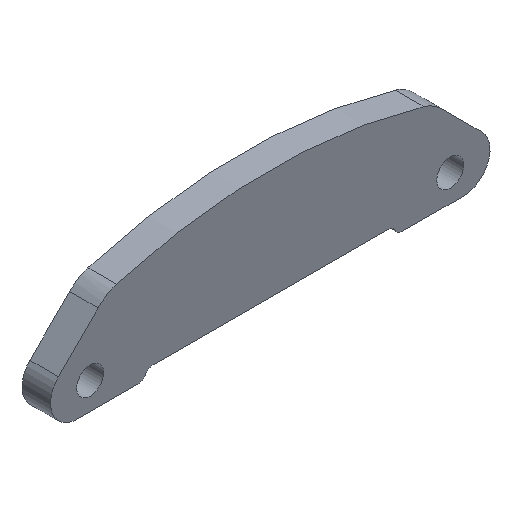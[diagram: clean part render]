
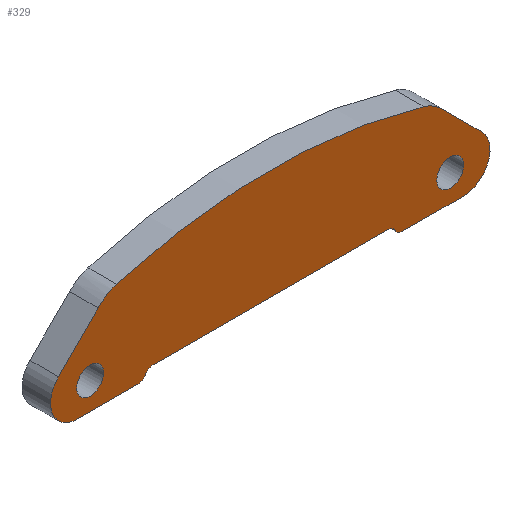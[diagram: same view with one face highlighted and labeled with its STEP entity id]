
A CAD part, isometric view. The second image highlights one B-rep face of the part: STEP entity #329.
In plain terms, the highlighted planar face has unit normal (0, -1, 0).
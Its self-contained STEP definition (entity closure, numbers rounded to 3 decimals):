
#17=FACE_BOUND('',#53,.T.);
#18=FACE_BOUND('',#54,.T.);
#21=B_SPLINE_CURVE_WITH_KNOTS('',3,(#513,#514,#515,#516,#517,#518),
 .UNSPECIFIED.,.F.,.F.,(4,2,4),(0.,0.194,0.272),
 .UNSPECIFIED.);
#22=B_SPLINE_CURVE_WITH_KNOTS('',3,(#522,#523,#524,#525,#526,#527,#528,
#529),.UNSPECIFIED.,.F.,.F.,(4,2,2,4),(0.632,0.64,
0.779,0.922),.UNSPECIFIED.);
#25=PLANE('',#365);
#34=FACE_OUTER_BOUND('',#52,.T.);
#52=EDGE_LOOP('',(#230,#231,#232,#233,#234,#235,#236,#237,#238,#239,#240,
#241,#242,#243));
#53=EDGE_LOOP('',(#244));
#54=EDGE_LOOP('',(#245));
#75=LINE('',#507,#101);
#76=LINE('',#511,#102);
#77=LINE('',#531,#103);
#78=LINE('',#535,#104);
#79=LINE('',#540,#105);
#101=VECTOR('',#412,10.);
#102=VECTOR('',#415,10.);
#103=VECTOR('',#418,10.);
#104=VECTOR('',#421,10.);
#105=VECTOR('',#426,10.);
#125=CIRCLE('',#361,1.);
#126=CIRCLE('',#363,1.);
#128=CIRCLE('',#366,3.);
#129=CIRCLE('',#367,60.);
#130=CIRCLE('',#368,3.);
#131=CIRCLE('',#369,1.);
#132=CIRCLE('',#370,1.);
#133=CIRCLE('',#371,1.5);
#134=CIRCLE('',#372,1.5);
#144=VERTEX_POINT('',#494);
#145=VERTEX_POINT('',#496);
#146=VERTEX_POINT('',#500);
#148=VERTEX_POINT('',#506);
#149=VERTEX_POINT('',#508);
#150=VERTEX_POINT('',#510);
#151=VERTEX_POINT('',#512);
#152=VERTEX_POINT('',#519);
#153=VERTEX_POINT('',#521);
#154=VERTEX_POINT('',#530);
#155=VERTEX_POINT('',#532);
#156=VERTEX_POINT('',#534);
#157=VERTEX_POINT('',#536);
#158=VERTEX_POINT('',#538);
#159=VERTEX_POINT('',#541);
#160=VERTEX_POINT('',#543);
#176=EDGE_CURVE('',#144,#145,#125,.T.);
#178=EDGE_CURVE('',#145,#146,#126,.T.);
#181=EDGE_CURVE('',#144,#148,#75,.T.);
#182=EDGE_CURVE('',#149,#148,#128,.T.);
#183=EDGE_CURVE('',#150,#149,#76,.T.);
#184=EDGE_CURVE('',#150,#151,#21,.T.);
#185=EDGE_CURVE('',#152,#151,#129,.T.);
#186=EDGE_CURVE('',#152,#153,#22,.T.);
#187=EDGE_CURVE('',#154,#153,#77,.T.);
#188=EDGE_CURVE('',#155,#154,#130,.T.);
#189=EDGE_CURVE('',#155,#156,#78,.T.);
#190=EDGE_CURVE('',#157,#156,#131,.T.);
#191=EDGE_CURVE('',#158,#157,#132,.T.);
#192=EDGE_CURVE('',#146,#158,#79,.T.);
#193=EDGE_CURVE('',#159,#159,#133,.T.);
#194=EDGE_CURVE('',#160,#160,#134,.T.);
#230=ORIENTED_EDGE('',*,*,#176,.F.);
#231=ORIENTED_EDGE('',*,*,#181,.T.);
#232=ORIENTED_EDGE('',*,*,#182,.F.);
#233=ORIENTED_EDGE('',*,*,#183,.F.);
#234=ORIENTED_EDGE('',*,*,#184,.T.);
#235=ORIENTED_EDGE('',*,*,#185,.F.);
#236=ORIENTED_EDGE('',*,*,#186,.T.);
#237=ORIENTED_EDGE('',*,*,#187,.F.);
#238=ORIENTED_EDGE('',*,*,#188,.F.);
#239=ORIENTED_EDGE('',*,*,#189,.T.);
#240=ORIENTED_EDGE('',*,*,#190,.F.);
#241=ORIENTED_EDGE('',*,*,#191,.F.);
#242=ORIENTED_EDGE('',*,*,#192,.F.);
#243=ORIENTED_EDGE('',*,*,#178,.F.);
#244=ORIENTED_EDGE('',*,*,#193,.F.);
#245=ORIENTED_EDGE('',*,*,#194,.F.);
#329=ADVANCED_FACE('',(#34,#17,#18),#25,.F.);
#361=AXIS2_PLACEMENT_3D('',#497,#400,#401);
#363=AXIS2_PLACEMENT_3D('',#501,#405,#406);
#365=AXIS2_PLACEMENT_3D('',#505,#410,#411);
#366=AXIS2_PLACEMENT_3D('',#509,#413,#414);
#367=AXIS2_PLACEMENT_3D('',#520,#416,#417);
#368=AXIS2_PLACEMENT_3D('',#533,#419,#420);
#369=AXIS2_PLACEMENT_3D('',#537,#422,#423);
#370=AXIS2_PLACEMENT_3D('',#539,#424,#425);
#371=AXIS2_PLACEMENT_3D('',#542,#427,#428);
#372=AXIS2_PLACEMENT_3D('',#544,#429,#430);
#400=DIRECTION('center_axis',(0.,1.,0.));
#401=DIRECTION('ref_axis',(-0.5,0.,-0.866));
#405=DIRECTION('center_axis',(0.,-1.,0.));
#406=DIRECTION('ref_axis',(0.707,0.,0.707));
#410=DIRECTION('center_axis',(0.,1.,0.));
#411=DIRECTION('ref_axis',(1.,0.,0.));
#412=DIRECTION('',(1.,0.,0.));
#413=DIRECTION('center_axis',(0.,1.,0.));
#414=DIRECTION('ref_axis',(0.924,0.,-0.383));
#415=DIRECTION('',(0.707,0.,-0.707));
#416=DIRECTION('center_axis',(0.,1.,0.));
#417=DIRECTION('ref_axis',(-0.285,0.,0.959));
#418=DIRECTION('',(0.707,0.,0.707));
#419=DIRECTION('center_axis',(0.,1.,0.));
#420=DIRECTION('ref_axis',(-0.924,0.,-0.383));
#421=DIRECTION('',(1.,0.,0.));
#422=DIRECTION('center_axis',(0.,1.,0.));
#423=DIRECTION('ref_axis',(0.5,0.,-0.866));
#424=DIRECTION('center_axis',(0.,-1.,0.));
#425=DIRECTION('ref_axis',(-0.707,0.,0.707));
#426=DIRECTION('',(-1.,0.,0.));
#427=DIRECTION('center_axis',(0.,-1.,0.));
#428=DIRECTION('ref_axis',(1.,0.,0.));
#429=DIRECTION('center_axis',(0.,-1.,0.));
#430=DIRECTION('ref_axis',(1.,0.,0.));
#494=CARTESIAN_POINT('',(14.732,27.,112.765));
#496=CARTESIAN_POINT('',(13.866,27.,113.265));
#497=CARTESIAN_POINT('Origin',(14.732,27.,113.765));
#500=CARTESIAN_POINT('',(13.,27.,113.765));
#501=CARTESIAN_POINT('Origin',(13.,27.,112.765));
#505=CARTESIAN_POINT('Origin',(0.,27.,119.406));
#506=CARTESIAN_POINT('',(21.414,27.,112.765));
#507=CARTESIAN_POINT('',(-28.657,27.,112.765));
#508=CARTESIAN_POINT('',(23.536,27.,117.886));
#509=CARTESIAN_POINT('Origin',(21.414,27.,115.765));
#510=CARTESIAN_POINT('',(19.121,27.,122.3));
#511=CARTESIAN_POINT('',(19.121,27.,122.3));
#512=CARTESIAN_POINT('',(17.083,27.,123.565));
#513=CARTESIAN_POINT('Ctrl Pts',(19.121,27.,122.3));
#514=CARTESIAN_POINT('Ctrl Pts',(18.665,27.,122.756));
#515=CARTESIAN_POINT('Ctrl Pts',(18.182,27.,123.109));
#516=CARTESIAN_POINT('Ctrl Pts',(17.5,27.,123.433));
#517=CARTESIAN_POINT('Ctrl Pts',(17.294,27.,123.51));
#518=CARTESIAN_POINT('Ctrl Pts',(17.083,27.,123.565));
#519=CARTESIAN_POINT('',(-17.083,27.,123.565));
#520=CARTESIAN_POINT('Origin',(0.,27.,66.048));
#521=CARTESIAN_POINT('',(-19.121,27.,122.3));
#522=CARTESIAN_POINT('Ctrl Pts',(-17.083,27.,123.565));
#523=CARTESIAN_POINT('Ctrl Pts',(-17.104,27.,123.559));
#524=CARTESIAN_POINT('Ctrl Pts',(-17.124,27.,123.554));
#525=CARTESIAN_POINT('Ctrl Pts',(-17.515,27.,123.445));
#526=CARTESIAN_POINT('Ctrl Pts',(-17.868,27.,123.271));
#527=CARTESIAN_POINT('Ctrl Pts',(-18.527,27.,122.844));
#528=CARTESIAN_POINT('Ctrl Pts',(-18.839,27.,122.583));
#529=CARTESIAN_POINT('Ctrl Pts',(-19.121,27.,122.3));
#530=CARTESIAN_POINT('',(-23.536,27.,117.886));
#531=CARTESIAN_POINT('',(-60.,27.,81.421));
#532=CARTESIAN_POINT('',(-21.414,27.,112.765));
#533=CARTESIAN_POINT('Origin',(-21.414,27.,115.765));
#534=CARTESIAN_POINT('',(-14.732,27.,112.765));
#535=CARTESIAN_POINT('',(-28.657,27.,112.765));
#536=CARTESIAN_POINT('',(-13.866,27.,113.265));
#537=CARTESIAN_POINT('Origin',(-14.732,27.,113.765));
#538=CARTESIAN_POINT('',(-13.,27.,113.765));
#539=CARTESIAN_POINT('Origin',(-13.,27.,112.765));
#540=CARTESIAN_POINT('',(14.,27.,113.765));
#541=CARTESIAN_POINT('',(-21.5,27.,115.765));
#542=CARTESIAN_POINT('Origin',(-20.,27.,115.765));
#543=CARTESIAN_POINT('',(18.5,27.,115.765));
#544=CARTESIAN_POINT('Origin',(20.,27.,115.765));
